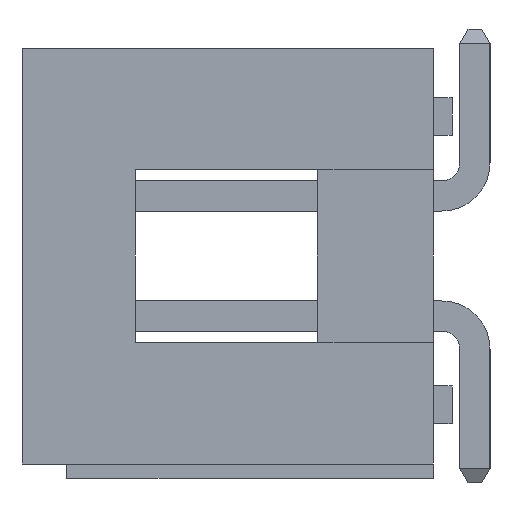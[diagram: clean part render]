
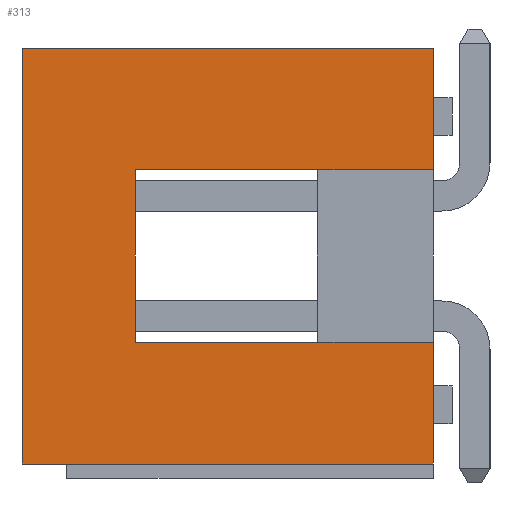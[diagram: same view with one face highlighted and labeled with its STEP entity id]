
A CAD part, left-side view. The second image highlights one B-rep face of the part: STEP entity #313.
In plain terms, the highlighted planar face has unit normal (-1, 0, 0).
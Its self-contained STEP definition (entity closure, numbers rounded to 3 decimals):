
#146 = CARTESIAN_POINT ( 'NONE',  ( -10.16, 4.35, -4.4 ) ) ;
#157 = VECTOR ( 'NONE', #4103, 1000. ) ;
#213 = DIRECTION ( 'NONE',  ( 0., 1., 0. ) ) ;
#313 = ADVANCED_FACE ( 'NONE', ( #3779 ), #1313, .F. ) ;
#530 = ORIENTED_EDGE ( 'NONE', *, *, #3191, .F. ) ;
#722 = CARTESIAN_POINT ( 'NONE',  ( -10.16, 4.35, 4.4 ) ) ;
#829 = CARTESIAN_POINT ( 'NONE',  ( -10.16, -4.35, -1.825 ) ) ;
#881 = EDGE_CURVE ( 'NONE', #1906, #1553, #3881, .T. ) ;
#957 = VECTOR ( 'NONE', #1573, 1000. ) ;
#1018 = VECTOR ( 'NONE', #1621, 1000. ) ;
#1021 = ORIENTED_EDGE ( 'NONE', *, *, #2503, .T. ) ;
#1166 = EDGE_CURVE ( 'NONE', #2836, #1206, #2790, .T. ) ;
#1206 = VERTEX_POINT ( 'NONE', #3958 ) ;
#1227 = CARTESIAN_POINT ( 'NONE',  ( -10.16, 1.95, -1.825 ) ) ;
#1254 = CARTESIAN_POINT ( 'NONE',  ( -10.16, -4.35, 4.4 ) ) ;
#1313 = PLANE ( 'NONE',  #3339 ) ;
#1483 = CARTESIAN_POINT ( 'NONE',  ( -10.16, 1.95, 1.825 ) ) ;
#1525 = CARTESIAN_POINT ( 'NONE',  ( -10.16, 4.35, 4.4 ) ) ;
#1553 = VERTEX_POINT ( 'NONE', #2130 ) ;
#1573 = DIRECTION ( 'NONE',  ( 0., 1., 0. ) ) ;
#1583 = LINE ( 'NONE', #1525, #2555 ) ;
#1599 = VERTEX_POINT ( 'NONE', #829 ) ;
#1621 = DIRECTION ( 'NONE',  ( 0., 0., -1. ) ) ;
#1649 = CARTESIAN_POINT ( 'NONE',  ( -10.16, -4.35, 4.4 ) ) ;
#1682 = DIRECTION ( 'NONE',  ( 0., 0., -1. ) ) ;
#1776 = LINE ( 'NONE', #722, #2031 ) ;
#1861 = CARTESIAN_POINT ( 'NONE',  ( -10.16, 4.35, 4.4 ) ) ;
#1887 = ORIENTED_EDGE ( 'NONE', *, *, #4195, .F. ) ;
#1906 = VERTEX_POINT ( 'NONE', #2896 ) ;
#1976 = CARTESIAN_POINT ( 'NONE',  ( -10.16, -4.35, 4.4 ) ) ;
#2013 = VERTEX_POINT ( 'NONE', #146 ) ;
#2031 = VECTOR ( 'NONE', #3066, 1000. ) ;
#2055 = ORIENTED_EDGE ( 'NONE', *, *, #881, .T. ) ;
#2130 = CARTESIAN_POINT ( 'NONE',  ( -10.16, 1.95, 1.825 ) ) ;
#2140 = CARTESIAN_POINT ( 'NONE',  ( -10.16, -4.35, 1.825 ) ) ;
#2184 = LINE ( 'NONE', #1254, #3674 ) ;
#2210 = DIRECTION ( 'NONE',  ( 0., -1., 0. ) ) ;
#2233 = CARTESIAN_POINT ( 'NONE',  ( -10.16, 4.35, -4.4 ) ) ;
#2255 = VECTOR ( 'NONE', #213, 1000. ) ;
#2260 = LINE ( 'NONE', #2140, #157 ) ;
#2326 = CARTESIAN_POINT ( 'NONE',  ( -10.16, -4.35, -4.4 ) ) ;
#2425 = VERTEX_POINT ( 'NONE', #1861 ) ;
#2482 = EDGE_LOOP ( 'NONE', ( #1021, #2055, #3115, #4124, #1887, #2583, #4026, #530 ) ) ;
#2503 = EDGE_CURVE ( 'NONE', #1599, #1906, #3437, .T. ) ;
#2555 = VECTOR ( 'NONE', #2210, 1000. ) ;
#2583 = ORIENTED_EDGE ( 'NONE', *, *, #3388, .F. ) ;
#2790 = LINE ( 'NONE', #1649, #1018 ) ;
#2836 = VERTEX_POINT ( 'NONE', #4039 ) ;
#2896 = CARTESIAN_POINT ( 'NONE',  ( -10.16, 1.95, -1.825 ) ) ;
#3066 = DIRECTION ( 'NONE',  ( 0., 0., 1. ) ) ;
#3115 = ORIENTED_EDGE ( 'NONE', *, *, #3981, .T. ) ;
#3155 = VECTOR ( 'NONE', #3469, 1000. ) ;
#3191 = EDGE_CURVE ( 'NONE', #1599, #3688, #2184, .T. ) ;
#3326 = LINE ( 'NONE', #2233, #2255 ) ;
#3339 = AXIS2_PLACEMENT_3D ( 'NONE', #1976, #3573, #3588 ) ;
#3388 = EDGE_CURVE ( 'NONE', #2013, #2425, #1776, .T. ) ;
#3437 = LINE ( 'NONE', #1227, #957 ) ;
#3469 = DIRECTION ( 'NONE',  ( 0., 0., 1. ) ) ;
#3573 = DIRECTION ( 'NONE',  ( 1., 0., 0. ) ) ;
#3588 = DIRECTION ( 'NONE',  ( 0., 0., -1. ) ) ;
#3674 = VECTOR ( 'NONE', #1682, 1000. ) ;
#3688 = VERTEX_POINT ( 'NONE', #2326 ) ;
#3779 = FACE_OUTER_BOUND ( 'NONE', #2482, .T. ) ;
#3881 = LINE ( 'NONE', #1483, #3155 ) ;
#3958 = CARTESIAN_POINT ( 'NONE',  ( -10.16, -4.35, 1.825 ) ) ;
#3981 = EDGE_CURVE ( 'NONE', #1553, #1206, #2260, .T. ) ;
#4026 = ORIENTED_EDGE ( 'NONE', *, *, #4223, .F. ) ;
#4039 = CARTESIAN_POINT ( 'NONE',  ( -10.16, -4.35, 4.4 ) ) ;
#4103 = DIRECTION ( 'NONE',  ( 0., -1., 0. ) ) ;
#4124 = ORIENTED_EDGE ( 'NONE', *, *, #1166, .F. ) ;
#4195 = EDGE_CURVE ( 'NONE', #2425, #2836, #1583, .T. ) ;
#4223 = EDGE_CURVE ( 'NONE', #3688, #2013, #3326, .T. ) ;
